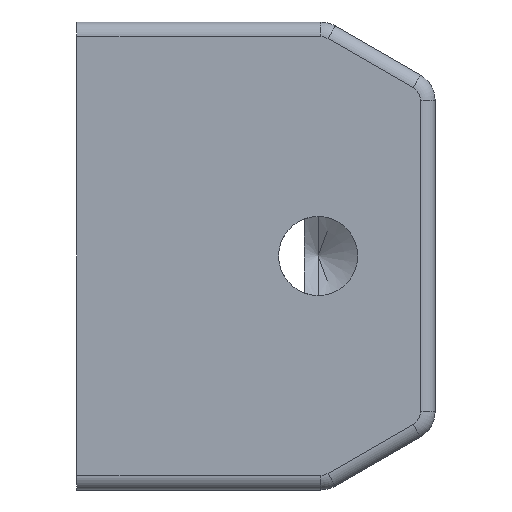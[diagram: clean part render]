
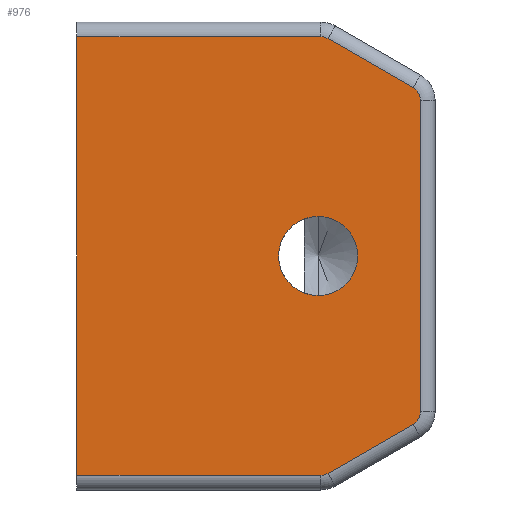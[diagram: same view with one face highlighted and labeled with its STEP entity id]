
A CAD part, left-side view. The second image highlights one B-rep face of the part: STEP entity #976.
In plain terms, the highlighted planar face has unit normal (-1, 0, 0).
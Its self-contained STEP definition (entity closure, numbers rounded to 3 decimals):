
#15 = ORIENTED_EDGE ( 'NONE', *, *, #1472, .F. ) ;
#31 = ORIENTED_EDGE ( 'NONE', *, *, #179, .T. ) ;
#36 = CIRCLE ( 'NONE', #376, 0.5 ) ;
#44 = DIRECTION ( 'NONE',  ( 0., 0., 1. ) ) ;
#59 = DIRECTION ( 'NONE',  ( 0., -0.866, 0.5 ) ) ;
#77 = CARTESIAN_POINT ( 'NONE',  ( -14., 21., 5.319 ) ) ;
#116 = CARTESIAN_POINT ( 'NONE',  ( -14., 23.912, 7. ) ) ;
#134 = CARTESIAN_POINT ( 'NONE',  ( -14., 32.25, 7.5 ) ) ;
#135 = ORIENTED_EDGE ( 'NONE', *, *, #1681, .T. ) ;
#137 = ORIENTED_EDGE ( 'NONE', *, *, #1556, .T. ) ;
#142 = LINE ( 'NONE', #549, #939 ) ;
#148 = VECTOR ( 'NONE', #629, 1000. ) ;
#179 = EDGE_CURVE ( 'NONE', #1598, #201, #1107, .T. ) ;
#201 = VERTEX_POINT ( 'NONE', #487 ) ;
#219 = CARTESIAN_POINT ( 'NONE',  ( -14., 23.662, 7.433 ) ) ;
#223 = DIRECTION ( 'NONE',  ( 0., 1., 0. ) ) ;
#226 = VERTEX_POINT ( 'NONE', #630 ) ;
#248 = DIRECTION ( 'NONE',  ( 0., 0., -1. ) ) ;
#309 = ORIENTED_EDGE ( 'NONE', *, *, #657, .T. ) ;
#318 = CARTESIAN_POINT ( 'NONE',  ( -14., 24., 0. ) ) ;
#336 = EDGE_CURVE ( 'NONE', #1183, #1239, #523, .T. ) ;
#338 = DIRECTION ( 'NONE',  ( 1., 0., 0. ) ) ;
#343 = PLANE ( 'NONE',  #427 ) ;
#376 = AXIS2_PLACEMENT_3D ( 'NONE', #680, #417, #946 ) ;
#383 = DIRECTION ( 'NONE',  ( -1., 0., 0. ) ) ;
#392 = DIRECTION ( 'NONE',  ( 0., 1., 0. ) ) ;
#399 = DIRECTION ( 'NONE',  ( 0., 1., 0. ) ) ;
#400 = AXIS2_PLACEMENT_3D ( 'NONE', #1306, #383, #399 ) ;
#417 = DIRECTION ( 'NONE',  ( -1., 0., 0. ) ) ;
#422 = CARTESIAN_POINT ( 'NONE',  ( -14., 24., 0. ) ) ;
#427 = AXIS2_PLACEMENT_3D ( 'NONE', #1389, #338, #984 ) ;
#470 = DIRECTION ( 'NONE',  ( 0., 1., 0. ) ) ;
#485 = VECTOR ( 'NONE', #676, 1000. ) ;
#487 = CARTESIAN_POINT ( 'NONE',  ( -14., 20.75, 5.752 ) ) ;
#523 = CIRCLE ( 'NONE', #554, 1.353 ) ;
#527 = EDGE_CURVE ( 'NONE', #912, #226, #1651, .T. ) ;
#529 = VERTEX_POINT ( 'NONE', #1291 ) ;
#541 = CIRCLE ( 'NONE', #400, 0.5 ) ;
#549 = CARTESIAN_POINT ( 'NONE',  ( -14., 0., -7.5 ) ) ;
#552 = ORIENTED_EDGE ( 'NONE', *, *, #1381, .T. ) ;
#554 = AXIS2_PLACEMENT_3D ( 'NONE', #422, #1566, #916 ) ;
#589 = EDGE_CURVE ( 'NONE', #1691, #529, #541, .T. ) ;
#629 = DIRECTION ( 'NONE',  ( 0., 0.866, 0.5 ) ) ;
#630 = CARTESIAN_POINT ( 'NONE',  ( -14., 23.912, 7.5 ) ) ;
#634 = VERTEX_POINT ( 'NONE', #913 ) ;
#657 = EDGE_CURVE ( 'NONE', #634, #1623, #36, .T. ) ;
#676 = DIRECTION ( 'NONE',  ( 0., 0., 1. ) ) ;
#680 = CARTESIAN_POINT ( 'NONE',  ( -14., 23.912, -7. ) ) ;
#682 = ORIENTED_EDGE ( 'NONE', *, *, #589, .T. ) ;
#688 = LINE ( 'NONE', #1262, #1577 ) ;
#708 = LINE ( 'NONE', #778, #148 ) ;
#729 = CARTESIAN_POINT ( 'NONE',  ( -14., 23.662, -7.433 ) ) ;
#731 = EDGE_CURVE ( 'NONE', #1582, #634, #142, .T. ) ;
#751 = ORIENTED_EDGE ( 'NONE', *, *, #527, .T. ) ;
#752 = LINE ( 'NONE', #1534, #1131 ) ;
#778 = CARTESIAN_POINT ( 'NONE',  ( -14., 23.662, 7.433 ) ) ;
#787 = EDGE_LOOP ( 'NONE', ( #15, #1204 ) ) ;
#789 = VERTEX_POINT ( 'NONE', #134 ) ;
#805 = CARTESIAN_POINT ( 'NONE',  ( -14., 24., 1.353 ) ) ;
#814 = ORIENTED_EDGE ( 'NONE', *, *, #1090, .T. ) ;
#851 = DIRECTION ( 'NONE',  ( -1., 0., 0. ) ) ;
#866 = CARTESIAN_POINT ( 'NONE',  ( -14., 20.5, 5.319 ) ) ;
#912 = VERTEX_POINT ( 'NONE', #219 ) ;
#913 = CARTESIAN_POINT ( 'NONE',  ( -14., 23.912, -7.5 ) ) ;
#916 = DIRECTION ( 'NONE',  ( 0., 0., 1. ) ) ;
#939 = VECTOR ( 'NONE', #1217, 1000. ) ;
#946 = DIRECTION ( 'NONE',  ( 0., 1., 0. ) ) ;
#976 = ADVANCED_FACE ( 'NONE', ( #1671, #1322 ), #343, .F. ) ;
#984 = DIRECTION ( 'NONE',  ( 0., 1., 0. ) ) ;
#1014 = CARTESIAN_POINT ( 'NONE',  ( -14., 32.25, -7.5 ) ) ;
#1047 = DIRECTION ( 'NONE',  ( -1., 0., 0. ) ) ;
#1090 = EDGE_CURVE ( 'NONE', #789, #1582, #1464, .T. ) ;
#1107 = CIRCLE ( 'NONE', #1408, 0.5 ) ;
#1111 = CIRCLE ( 'NONE', #1563, 1.353 ) ;
#1131 = VECTOR ( 'NONE', #59, 1000. ) ;
#1183 = VERTEX_POINT ( 'NONE', #1714 ) ;
#1204 = ORIENTED_EDGE ( 'NONE', *, *, #336, .F. ) ;
#1217 = DIRECTION ( 'NONE',  ( 0., -1., 0. ) ) ;
#1239 = VERTEX_POINT ( 'NONE', #805 ) ;
#1262 = CARTESIAN_POINT ( 'NONE',  ( -14., 32.25, 7.5 ) ) ;
#1281 = ORIENTED_EDGE ( 'NONE', *, *, #1611, .T. ) ;
#1285 = DIRECTION ( 'NONE',  ( -1., 0., 0. ) ) ;
#1287 = VECTOR ( 'NONE', #248, 1000. ) ;
#1291 = CARTESIAN_POINT ( 'NONE',  ( -14., 20.5, -5.319 ) ) ;
#1306 = CARTESIAN_POINT ( 'NONE',  ( -14., 21., -5.319 ) ) ;
#1322 = FACE_OUTER_BOUND ( 'NONE', #1584, .T. ) ;
#1381 = EDGE_CURVE ( 'NONE', #529, #1598, #1613, .T. ) ;
#1389 = CARTESIAN_POINT ( 'NONE',  ( -14., 0., 8. ) ) ;
#1408 = AXIS2_PLACEMENT_3D ( 'NONE', #77, #1285, #223 ) ;
#1464 = LINE ( 'NONE', #1558, #1287 ) ;
#1466 = CARTESIAN_POINT ( 'NONE',  ( -14., 20.5, 8. ) ) ;
#1472 = EDGE_CURVE ( 'NONE', #1239, #1183, #1111, .T. ) ;
#1486 = AXIS2_PLACEMENT_3D ( 'NONE', #116, #1047, #392 ) ;
#1534 = CARTESIAN_POINT ( 'NONE',  ( -14., 20.75, -5.752 ) ) ;
#1541 = ORIENTED_EDGE ( 'NONE', *, *, #731, .T. ) ;
#1542 = CARTESIAN_POINT ( 'NONE',  ( -14., 20.75, -5.752 ) ) ;
#1556 = EDGE_CURVE ( 'NONE', #226, #789, #688, .T. ) ;
#1558 = CARTESIAN_POINT ( 'NONE',  ( -14., 32.25, 8. ) ) ;
#1563 = AXIS2_PLACEMENT_3D ( 'NONE', #318, #851, #44 ) ;
#1566 = DIRECTION ( 'NONE',  ( -1., 0., 0. ) ) ;
#1577 = VECTOR ( 'NONE', #470, 1000. ) ;
#1582 = VERTEX_POINT ( 'NONE', #1014 ) ;
#1584 = EDGE_LOOP ( 'NONE', ( #751, #137, #814, #1541, #309, #1281, #682, #552, #31, #135 ) ) ;
#1598 = VERTEX_POINT ( 'NONE', #866 ) ;
#1611 = EDGE_CURVE ( 'NONE', #1623, #1691, #752, .T. ) ;
#1613 = LINE ( 'NONE', #1466, #485 ) ;
#1623 = VERTEX_POINT ( 'NONE', #729 ) ;
#1651 = CIRCLE ( 'NONE', #1486, 0.5 ) ;
#1671 = FACE_BOUND ( 'NONE', #787, .T. ) ;
#1681 = EDGE_CURVE ( 'NONE', #201, #912, #708, .T. ) ;
#1691 = VERTEX_POINT ( 'NONE', #1542 ) ;
#1714 = CARTESIAN_POINT ( 'NONE',  ( -14., 24., -1.353 ) ) ;
